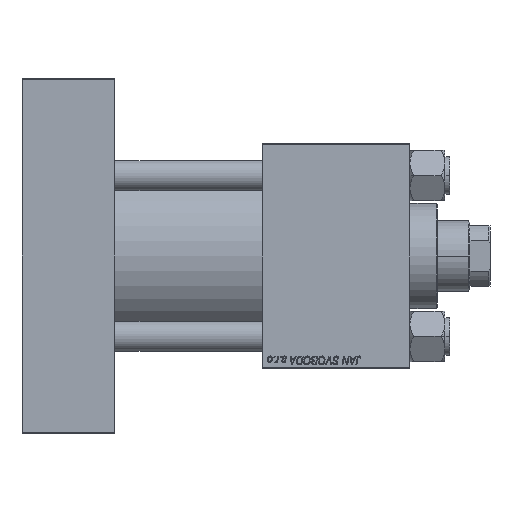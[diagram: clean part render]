
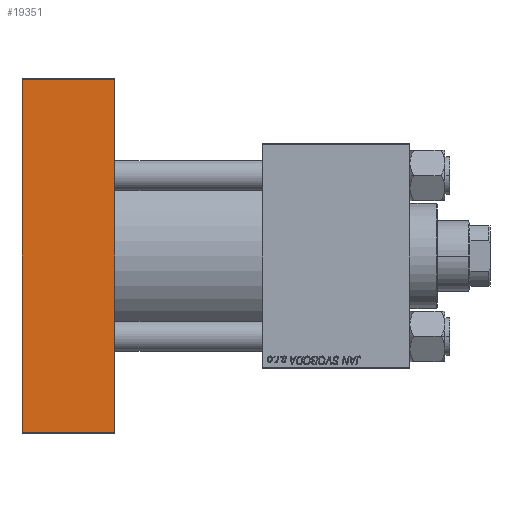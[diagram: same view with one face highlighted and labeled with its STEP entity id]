
A CAD part, front view. The second image highlights one B-rep face of the part: STEP entity #19351.
In plain terms, the highlighted planar face has unit normal (0, -1, 0).
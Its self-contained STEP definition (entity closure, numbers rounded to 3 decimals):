
#488 = CARTESIAN_POINT ( 'NONE',  ( 37., -45., 70.5 ) ) ;
#770 = VECTOR ( 'NONE', #16456, 1000. ) ;
#1479 = VERTEX_POINT ( 'NONE', #28092 ) ;
#2053 = VECTOR ( 'NONE', #15108, 1000. ) ;
#2813 = DIRECTION ( 'NONE',  ( 0., 1., 0. ) ) ;
#3444 = AXIS2_PLACEMENT_3D ( 'NONE', #29930, #2813, #10404 ) ;
#4683 = VECTOR ( 'NONE', #29360, 1000. ) ;
#5068 = ORIENTED_EDGE ( 'NONE', *, *, #34019, .T. ) ;
#5644 = DIRECTION ( 'NONE',  ( 0., 0., -1. ) ) ;
#8255 = EDGE_CURVE ( 'NONE', #14219, #18868, #47652, .T. ) ;
#10081 = VECTOR ( 'NONE', #5644, 1000. ) ;
#10404 = DIRECTION ( 'NONE',  ( 0., 0., 1. ) ) ;
#14219 = VERTEX_POINT ( 'NONE', #36550 ) ;
#15108 = DIRECTION ( 'NONE',  ( 1., 0., 0. ) ) ;
#15556 = VERTEX_POINT ( 'NONE', #28920 ) ;
#16456 = DIRECTION ( 'NONE',  ( -1., 0., 0. ) ) ;
#17338 = CARTESIAN_POINT ( 'NONE',  ( 0., -45., 70.5 ) ) ;
#17446 = LINE ( 'NONE', #28868, #4683 ) ;
#17558 = LINE ( 'NONE', #40396, #10081 ) ;
#18471 = EDGE_LOOP ( 'NONE', ( #22791, #5068, #32620, #34735 ) ) ;
#18868 = VERTEX_POINT ( 'NONE', #17338 ) ;
#19351 = ADVANCED_FACE ( 'NONE', ( #44407 ), #25623, .F. ) ;
#22791 = ORIENTED_EDGE ( 'NONE', *, *, #41064, .T. ) ;
#25623 = PLANE ( 'NONE',  #3444 ) ;
#26034 = LINE ( 'NONE', #49869, #2053 ) ;
#28092 = CARTESIAN_POINT ( 'NONE',  ( 37., -45., -70.5 ) ) ;
#28868 = CARTESIAN_POINT ( 'NONE',  ( 0., -45., 71. ) ) ;
#28920 = CARTESIAN_POINT ( 'NONE',  ( 0., -45., -70.5 ) ) ;
#29006 = EDGE_CURVE ( 'NONE', #14219, #1479, #17558, .T. ) ;
#29360 = DIRECTION ( 'NONE',  ( 0., 0., -1. ) ) ;
#29930 = CARTESIAN_POINT ( 'NONE',  ( 37., -45., 71. ) ) ;
#32620 = ORIENTED_EDGE ( 'NONE', *, *, #29006, .F. ) ;
#34019 = EDGE_CURVE ( 'NONE', #15556, #1479, #26034, .T. ) ;
#34735 = ORIENTED_EDGE ( 'NONE', *, *, #8255, .T. ) ;
#36550 = CARTESIAN_POINT ( 'NONE',  ( 37., -45., 70.5 ) ) ;
#40396 = CARTESIAN_POINT ( 'NONE',  ( 37., -45., 71. ) ) ;
#41064 = EDGE_CURVE ( 'NONE', #18868, #15556, #17446, .T. ) ;
#44407 = FACE_OUTER_BOUND ( 'NONE', #18471, .T. ) ;
#47652 = LINE ( 'NONE', #488, #770 ) ;
#49869 = CARTESIAN_POINT ( 'NONE',  ( 37., -45., -70.5 ) ) ;
